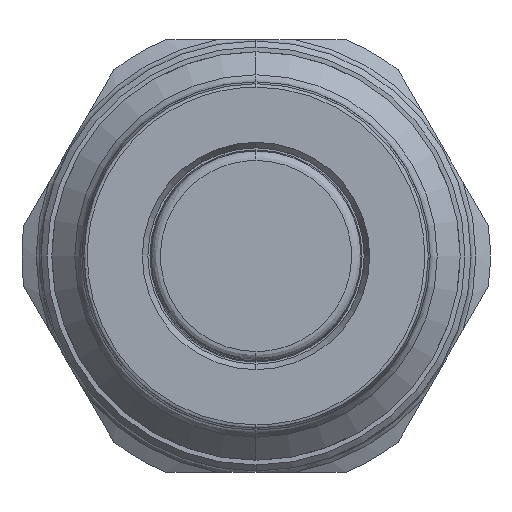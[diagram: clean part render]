
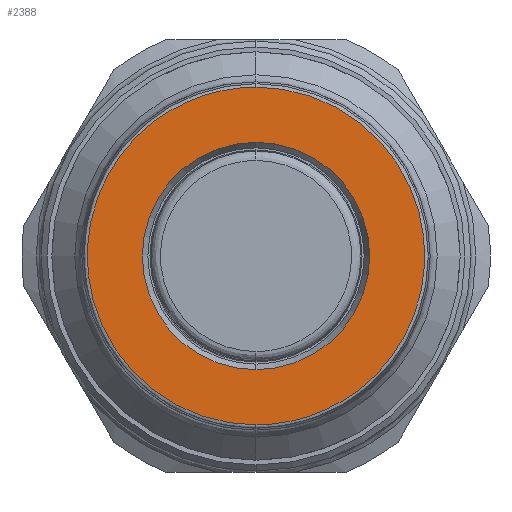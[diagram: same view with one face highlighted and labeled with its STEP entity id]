
A CAD part, left-side view. The second image highlights one B-rep face of the part: STEP entity #2388.
In plain terms, the highlighted planar face has unit normal (-1, 0, 0).
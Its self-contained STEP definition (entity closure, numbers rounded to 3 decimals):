
#157 = FACE_OUTER_BOUND ( 'NONE', #2360, .T. ) ;
#177 = CIRCLE ( 'NONE', #564, 9.462 ) ;
#186 = CIRCLE ( 'NONE', #585, 9.462 ) ;
#225 = FACE_BOUND ( 'NONE', #2155, .T. ) ;
#335 = ORIENTED_EDGE ( 'NONE', *, *, #2083, .T. ) ;
#336 = ORIENTED_EDGE ( 'NONE', *, *, #2115, .T. ) ;
#337 = ORIENTED_EDGE ( 'NONE', *, *, #1981, .F. ) ;
#339 = ORIENTED_EDGE ( 'NONE', *, *, #2082, .F. ) ;
#522 = AXIS2_PLACEMENT_3D ( 'NONE', #1446, #1556, #1238 ) ;
#564 = AXIS2_PLACEMENT_3D ( 'NONE', #1352, #1394, #1380 ) ;
#585 = AXIS2_PLACEMENT_3D ( 'NONE', #1497, #1496, #1495 ) ;
#1124 = CARTESIAN_POINT ( 'NONE',  ( -67., 0., -9.462 ) ) ;
#1125 = CARTESIAN_POINT ( 'NONE',  ( -67., 0., 14.055 ) ) ;
#1151 = CARTESIAN_POINT ( 'NONE',  ( -67., 0., -14.055 ) ) ;
#1164 = CARTESIAN_POINT ( 'NONE',  ( -67., 0., 9.462 ) ) ;
#1238 = DIRECTION ( 'NONE',  ( 0., 0., 1. ) ) ;
#1291 = PLANE ( 'NONE',  #522 ) ;
#1352 = CARTESIAN_POINT ( 'NONE',  ( -67., 0., 0. ) ) ;
#1380 = DIRECTION ( 'NONE',  ( 0., 0., 1. ) ) ;
#1394 = DIRECTION ( 'NONE',  ( 1., 0., 0. ) ) ;
#1446 = CARTESIAN_POINT ( 'NONE',  ( -67., 14.055, 0. ) ) ;
#1495 = DIRECTION ( 'NONE',  ( 0., 0., 1. ) ) ;
#1496 = DIRECTION ( 'NONE',  ( 1., 0., 0. ) ) ;
#1497 = CARTESIAN_POINT ( 'NONE',  ( -67., 0., 0. ) ) ;
#1498 = CARTESIAN_POINT ( 'NONE',  ( -67., 0., 14.055 ) ) ;
#1499 = CARTESIAN_POINT ( 'NONE',  ( -67., 28.111, 14.055 ) ) ;
#1500 = CARTESIAN_POINT ( 'NONE',  ( -67., 28.111, -14.055 ) ) ;
#1501 = CARTESIAN_POINT ( 'NONE',  ( -67., 0., -14.055 ) ) ;
#1556 = DIRECTION ( 'NONE',  ( -1., 0., 0. ) ) ;
#1890 =( BOUNDED_CURVE ( )  B_SPLINE_CURVE ( 3, ( #3207, #3209, #3208, #3210 ),
 .UNSPECIFIED., .F., .T. ) 
 B_SPLINE_CURVE_WITH_KNOTS ( ( 4, 4 ),
 ( 0., 1. ),
 .UNSPECIFIED. ) 
 CURVE ( )  GEOMETRIC_REPRESENTATION_ITEM ( )  RATIONAL_B_SPLINE_CURVE ( ( 1., 0.333, 0.333, 1. ) ) 
 REPRESENTATION_ITEM ( '' )  );
#1906 =( BOUNDED_CURVE ( )  B_SPLINE_CURVE ( 3, ( #1501, #1500, #1499, #1498 ),
 .UNSPECIFIED., .F., .F. ) 
 B_SPLINE_CURVE_WITH_KNOTS ( ( 4, 4 ),
 ( 0., 1. ),
 .UNSPECIFIED. ) 
 CURVE ( )  GEOMETRIC_REPRESENTATION_ITEM ( )  RATIONAL_B_SPLINE_CURVE ( ( 1., 0.333, 0.333, 1. ) ) 
 REPRESENTATION_ITEM ( '' )  );
#1981 = EDGE_CURVE ( 'NONE', #2674, #2646, #1890, .T. ) ;
#2082 = EDGE_CURVE ( 'NONE', #2646, #2674, #1906, .T. ) ;
#2083 = EDGE_CURVE ( 'NONE', #2675, #2632, #186, .T. ) ;
#2115 = EDGE_CURVE ( 'NONE', #2632, #2675, #177, .T. ) ;
#2155 = EDGE_LOOP ( 'NONE', ( #336, #335 ) ) ;
#2360 = EDGE_LOOP ( 'NONE', ( #339, #337 ) ) ;
#2388 = ADVANCED_FACE ( 'NONE', ( #157, #225 ), #1291, .T. ) ;
#2632 = VERTEX_POINT ( 'NONE', #1164 ) ;
#2646 = VERTEX_POINT ( 'NONE', #1151 ) ;
#2674 = VERTEX_POINT ( 'NONE', #1125 ) ;
#2675 = VERTEX_POINT ( 'NONE', #1124 ) ;
#3207 = CARTESIAN_POINT ( 'NONE',  ( -67., 0., 14.055 ) ) ;
#3208 = CARTESIAN_POINT ( 'NONE',  ( -67., -28.111, -14.055 ) ) ;
#3209 = CARTESIAN_POINT ( 'NONE',  ( -67., -28.111, 14.055 ) ) ;
#3210 = CARTESIAN_POINT ( 'NONE',  ( -67., 0., -14.055 ) ) ;
